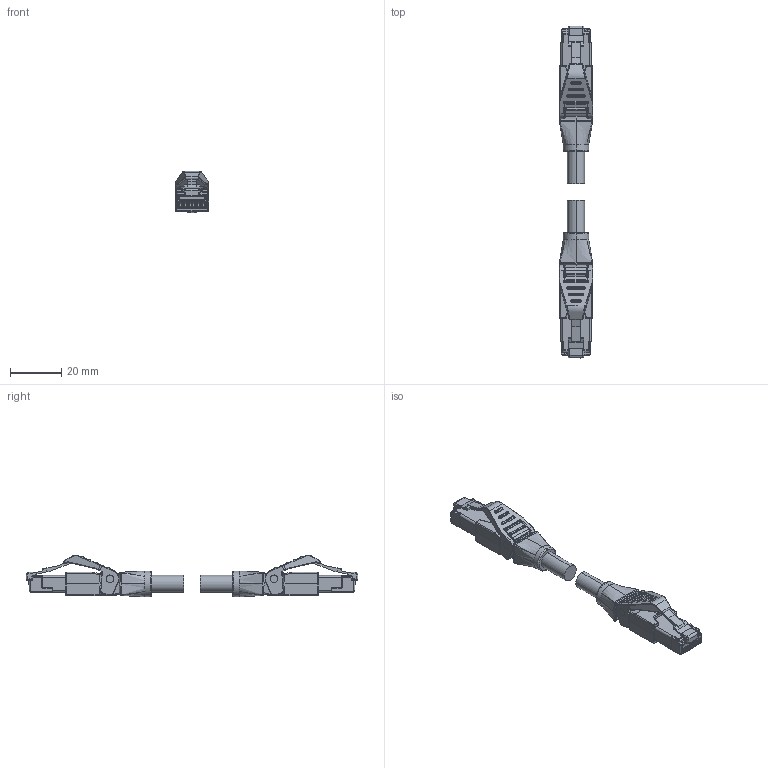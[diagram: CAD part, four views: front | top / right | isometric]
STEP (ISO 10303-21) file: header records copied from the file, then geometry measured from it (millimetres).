
FILE_DESCRIPTION (( 'STEP AP203' ), '1' );
FILE_NAME ('7700-74301-S4U0750.step', '2021-12-20T18:13:24', ( '' ), ( '' ), 'SwSTEP 2.0', 'SolidWorks 2021', '' );
FILE_SCHEMA (( 'CONFIG_CONTROL_DESIGN' ));
Length unit declared in the file: inch
Products named in the file (2): 7700-74301-S4U0750_1; 7700-74301-S4U0750
Assembly tree (2 placements, depth 2):
  7700-74301-S4U0750
    7700-74301-S4U0750_1  x2
Bounding box: 13 x 129.85 x 16.2 mm (x, y, z)
Volume: 10954.5 mm3; surface area: 6980 mm2
Topology: 2 solids, 2 shells, 1406 faces, 3680 edges, 2242 vertices
Faces by surface type: plane 568, cylinder 566, bspline 232, torus 32, cone 8
Entity records: 25500 total; most frequent: CARTESIAN_POINT 9585, ORIENTED_EDGE 3644, DIRECTION 2766, EDGE_CURVE 1822, VERTEX_POINT 1121, VECTOR 1004, LINE 1004, AXIS2_PLACEMENT_3D 881
